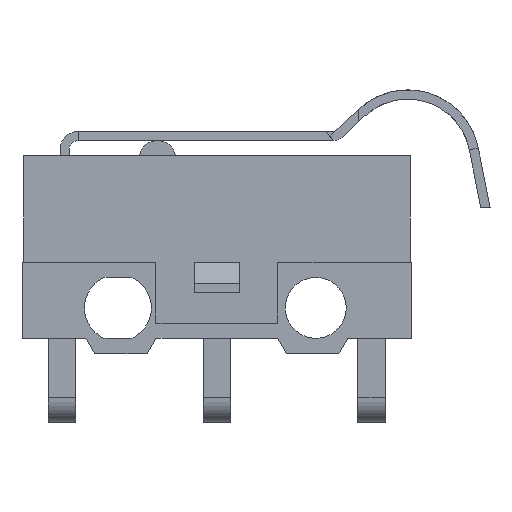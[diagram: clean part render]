
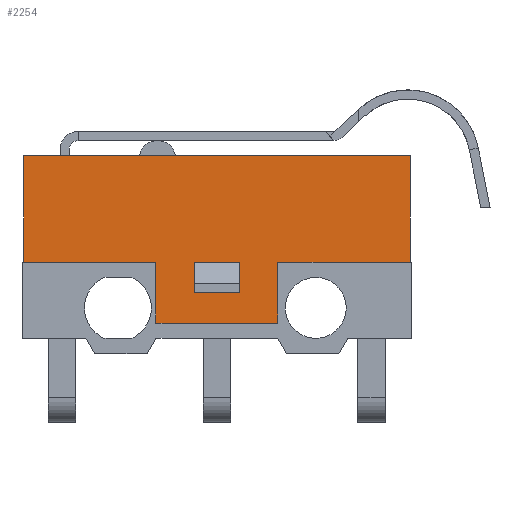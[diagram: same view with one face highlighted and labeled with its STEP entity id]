
A CAD part, front view. The second image highlights one B-rep face of the part: STEP entity #2254.
In plain terms, the highlighted planar face has unit normal (0, -1, 0).
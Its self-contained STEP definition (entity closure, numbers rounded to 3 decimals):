
#299=CARTESIAN_POINT('',(-2.0,-2.85,0.0));
#300=VERTEX_POINT('',#299);
#307=CARTESIAN_POINT('',(-6.35,-2.85,0.0));
#308=VERTEX_POINT('',#307);
#309=CARTESIAN_POINT('',(-6.35,-2.85,0.0));
#310=DIRECTION('',(1.0,0.0,0.0));
#311=VECTOR('',#310,4.35);
#312=LINE('',#309,#311);
#313=EDGE_CURVE('',#308,#300,#312,.T.);
#395=CARTESIAN_POINT('',(0.75,-2.85,0.0));
#396=VERTEX_POINT('',#395);
#403=CARTESIAN_POINT('',(-0.75,-2.85,0.0));
#404=VERTEX_POINT('',#403);
#405=CARTESIAN_POINT('',(-0.75,-2.85,0.0));
#406=DIRECTION('',(1.0,0.0,0.0));
#407=VECTOR('',#406,1.5);
#408=LINE('',#405,#407);
#409=EDGE_CURVE('',#404,#396,#408,.T.);
#1548=CARTESIAN_POINT('',(0.75,-2.85,-1.0));
#1549=VERTEX_POINT('',#1548);
#1556=CARTESIAN_POINT('',(0.75,-2.85,0.0));
#1557=DIRECTION('',(0.0,0.0,-1.0));
#1558=VECTOR('',#1557,1.0);
#1559=LINE('',#1556,#1558);
#1560=EDGE_CURVE('',#396,#1549,#1559,.T.);
#1633=CARTESIAN_POINT('',(-0.75,-2.85,-1.0));
#1634=VERTEX_POINT('',#1633);
#1635=CARTESIAN_POINT('',(-0.75,-2.85,-1.0));
#1636=DIRECTION('',(0.0,0.0,1.0));
#1637=VECTOR('',#1636,1.0);
#1638=LINE('',#1635,#1637);
#1639=EDGE_CURVE('',#1634,#404,#1638,.T.);
#1662=CARTESIAN_POINT('',(0.75,-2.85,-1.0));
#1663=DIRECTION('',(-1.0,0.0,0.0));
#1664=VECTOR('',#1663,1.5);
#1665=LINE('',#1662,#1664);
#1666=EDGE_CURVE('',#1549,#1634,#1665,.T.);
#1701=CARTESIAN_POINT('',(6.35,-2.85,0.0));
#1702=VERTEX_POINT('',#1701);
#1709=CARTESIAN_POINT('',(2.0,-2.85,0.0));
#1710=VERTEX_POINT('',#1709);
#1711=CARTESIAN_POINT('',(2.,-2.85,0.0));
#1712=DIRECTION('',(1.0,0.0,0.0));
#1713=VECTOR('',#1712,4.35);
#1714=LINE('',#1711,#1713);
#1715=EDGE_CURVE('',#1710,#1702,#1714,.T.);
#1781=CARTESIAN_POINT('',(2.0,-2.85,-2.0));
#1782=VERTEX_POINT('',#1781);
#1798=CARTESIAN_POINT('',(2.0,-2.85,0.0));
#1799=DIRECTION('',(0.0,0.0,-1.0));
#1800=VECTOR('',#1799,2.0);
#1801=LINE('',#1798,#1800);
#1802=EDGE_CURVE('',#1710,#1782,#1801,.T.);
#1846=CARTESIAN_POINT('',(-2.0,-2.85,-2.0));
#1847=VERTEX_POINT('',#1846);
#1854=CARTESIAN_POINT('',(-2.0,-2.85,0.0));
#1855=DIRECTION('',(0.0,0.0,-1.0));
#1856=VECTOR('',#1855,2.0);
#1857=LINE('',#1854,#1856);
#1858=EDGE_CURVE('',#300,#1847,#1857,.T.);
#1871=CARTESIAN_POINT('',(-2.0,-2.85,-2.0));
#1872=DIRECTION('',(1.0,0.0,0.0));
#1873=VECTOR('',#1872,4.0);
#1874=LINE('',#1871,#1873);
#1875=EDGE_CURVE('',#1847,#1782,#1874,.T.);
#2144=CARTESIAN_POINT('',(-6.35,-2.85,3.5));
#2145=VERTEX_POINT('',#2144);
#2161=CARTESIAN_POINT('',(-6.35,-2.85,0.0));
#2162=DIRECTION('',(0.0,0.0,1.0));
#2163=VECTOR('',#2162,3.5);
#2164=LINE('',#2161,#2163);
#2165=EDGE_CURVE('',#308,#2145,#2164,.T.);
#2209=CARTESIAN_POINT('',(6.35,-2.85,3.5));
#2210=VERTEX_POINT('',#2209);
#2217=CARTESIAN_POINT('',(6.35,-2.85,0.0));
#2218=DIRECTION('',(0.0,0.0,1.0));
#2219=VECTOR('',#2218,3.5);
#2220=LINE('',#2217,#2219);
#2221=EDGE_CURVE('',#1702,#2210,#2220,.T.);
#2228=CARTESIAN_POINT('',(6.35,-2.85,0.0));
#2229=DIRECTION('',(0.0,-1.0,0.0));
#2230=DIRECTION('',(0.0,0.0,-1.0));
#2231=AXIS2_PLACEMENT_3D('',#2228,#2229,#2230);
#2232=PLANE('',#2231);
#2233=CARTESIAN_POINT('',(6.35,-2.85,3.5));
#2234=DIRECTION('',(-1.0,0.0,0.0));
#2235=VECTOR('',#2234,12.7);
#2236=LINE('',#2233,#2235);
#2237=EDGE_CURVE('',#2210,#2145,#2236,.T.);
#2238=ORIENTED_EDGE('',*,*,#2237,.T.);
#2239=ORIENTED_EDGE('',*,*,#2165,.F.);
#2240=ORIENTED_EDGE('',*,*,#313,.T.);
#2241=ORIENTED_EDGE('',*,*,#1858,.T.);
#2242=ORIENTED_EDGE('',*,*,#1875,.T.);
#2243=ORIENTED_EDGE('',*,*,#1802,.F.);
#2244=ORIENTED_EDGE('',*,*,#1715,.T.);
#2245=ORIENTED_EDGE('',*,*,#2221,.T.);
#2246=EDGE_LOOP('',(#2238,#2239,#2240,#2241,#2242,#2243,#2244,#2245));
#2247=FACE_OUTER_BOUND('',#2246,.T.);
#2248=ORIENTED_EDGE('',*,*,#1639,.T.);
#2249=ORIENTED_EDGE('',*,*,#409,.T.);
#2250=ORIENTED_EDGE('',*,*,#1560,.T.);
#2251=ORIENTED_EDGE('',*,*,#1666,.T.);
#2252=EDGE_LOOP('',(#2248,#2249,#2250,#2251));
#2253=FACE_BOUND('',#2252,.T.);
#2254=ADVANCED_FACE('',(#2247,#2253),#2232,.T.);
